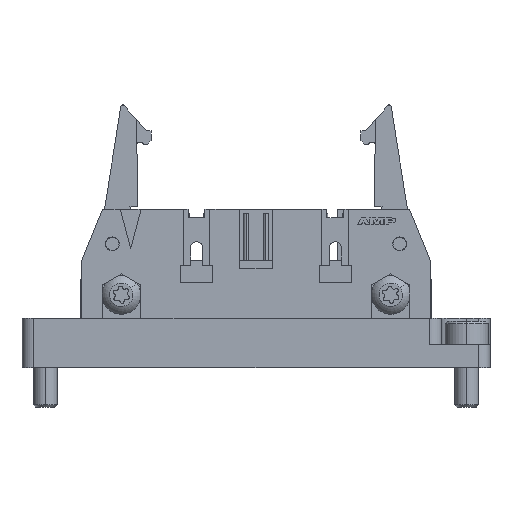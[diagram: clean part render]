
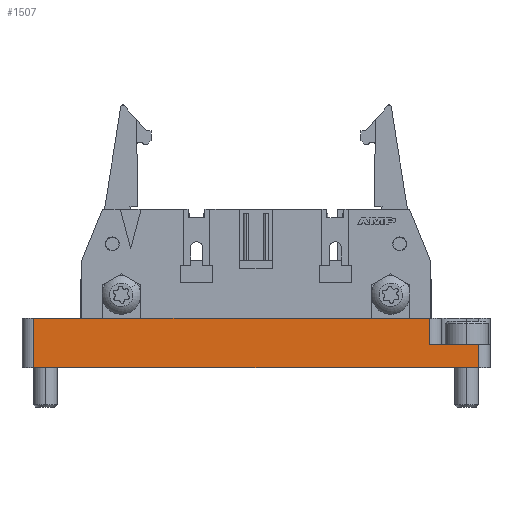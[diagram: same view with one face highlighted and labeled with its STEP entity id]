
A CAD part, left-side view. The second image highlights one B-rep face of the part: STEP entity #1507.
In plain terms, the highlighted face is planar.
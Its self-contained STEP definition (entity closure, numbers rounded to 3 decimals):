
#728 = DIRECTION ( 'NONE',  ( 0., 1., 0. ) ) ;
#1160 = ORIENTED_EDGE ( 'NONE', *, *, #2254, .F. ) ;
#1507 = ADVANCED_FACE ( 'NONE', ( #15339 ), #15581, .F. ) ;
#1833 = CARTESIAN_POINT ( 'NONE',  ( -28.5, 0., 14.35 ) ) ;
#2254 = EDGE_CURVE ( 'NONE', #7652, #17951, #10668, .T. ) ;
#2543 = LINE ( 'NONE', #18662, #14751 ) ;
#2565 = CARTESIAN_POINT ( 'NONE',  ( -30., 0., 14.35 ) ) ;
#3101 = LINE ( 'NONE', #19660, #13111 ) ;
#3899 = ORIENTED_EDGE ( 'NONE', *, *, #19095, .F. ) ;
#5545 = CARTESIAN_POINT ( 'NONE',  ( 30., 0., 14.35 ) ) ;
#5787 = DIRECTION ( 'NONE',  ( 1., 0., 0. ) ) ;
#5817 = CARTESIAN_POINT ( 'NONE',  ( 28.5, 0., 14.35 ) ) ;
#7361 = EDGE_LOOP ( 'NONE', ( #14007, #13471, #1160, #18043, #3899, #11446 ) ) ;
#7384 = CARTESIAN_POINT ( 'NONE',  ( 22.25, 6.35, 14.35 ) ) ;
#7417 = VECTOR ( 'NONE', #17946, 1000. ) ;
#7652 = VERTEX_POINT ( 'NONE', #5817 ) ;
#9904 = VECTOR ( 'NONE', #23028, 1000. ) ;
#10268 = DIRECTION ( 'NONE',  ( 1., 0., 0. ) ) ;
#10623 = EDGE_CURVE ( 'NONE', #21807, #15310, #14348, .T. ) ;
#10668 = LINE ( 'NONE', #5545, #7417 ) ;
#10919 = VERTEX_POINT ( 'NONE', #21447 ) ;
#11446 = ORIENTED_EDGE ( 'NONE', *, *, #14275, .T. ) ;
#12593 = LINE ( 'NONE', #1833, #22258 ) ;
#13111 = VECTOR ( 'NONE', #10268, 1000. ) ;
#13471 = ORIENTED_EDGE ( 'NONE', *, *, #20514, .T. ) ;
#14007 = ORIENTED_EDGE ( 'NONE', *, *, #10623, .F. ) ;
#14275 = EDGE_CURVE ( 'NONE', #10919, #15310, #2543, .T. ) ;
#14348 = LINE ( 'NONE', #22060, #20170 ) ;
#14751 = VECTOR ( 'NONE', #728, 1000. ) ;
#15310 = VERTEX_POINT ( 'NONE', #7384 ) ;
#15339 = FACE_OUTER_BOUND ( 'NONE', #7361, .T. ) ;
#15581 = PLANE ( 'NONE',  #23277 ) ;
#15599 = EDGE_CURVE ( 'NONE', #7652, #22661, #21047, .T. ) ;
#16030 = CARTESIAN_POINT ( 'NONE',  ( -28.5, 6.35, 14.35 ) ) ;
#17371 = DIRECTION ( 'NONE',  ( -1., 0., 0. ) ) ;
#17946 = DIRECTION ( 'NONE',  ( -1., 0., 0. ) ) ;
#17951 = VERTEX_POINT ( 'NONE', #21029 ) ;
#18043 = ORIENTED_EDGE ( 'NONE', *, *, #15599, .T. ) ;
#18662 = CARTESIAN_POINT ( 'NONE',  ( 22.25, 0., 14.35 ) ) ;
#19046 = CARTESIAN_POINT ( 'NONE',  ( 28.5, 2.95, 14.35 ) ) ;
#19095 = EDGE_CURVE ( 'NONE', #10919, #22661, #3101, .T. ) ;
#19660 = CARTESIAN_POINT ( 'NONE',  ( 30., 2.95, 14.35 ) ) ;
#19858 = DIRECTION ( 'NONE',  ( 0., -1., 0. ) ) ;
#20170 = VECTOR ( 'NONE', #5787, 1000. ) ;
#20514 = EDGE_CURVE ( 'NONE', #21807, #17951, #12593, .T. ) ;
#20790 = DIRECTION ( 'NONE',  ( 0., 0., -1. ) ) ;
#21029 = CARTESIAN_POINT ( 'NONE',  ( -28.5, 0., 14.35 ) ) ;
#21047 = LINE ( 'NONE', #19046, #9904 ) ;
#21447 = CARTESIAN_POINT ( 'NONE',  ( 22.25, 2.95, 14.35 ) ) ;
#21614 = CARTESIAN_POINT ( 'NONE',  ( 28.5, 2.95, 14.35 ) ) ;
#21807 = VERTEX_POINT ( 'NONE', #16030 ) ;
#22060 = CARTESIAN_POINT ( 'NONE',  ( -30., 6.35, 14.35 ) ) ;
#22258 = VECTOR ( 'NONE', #19858, 1000. ) ;
#22661 = VERTEX_POINT ( 'NONE', #21614 ) ;
#23028 = DIRECTION ( 'NONE',  ( 0., 1., 0. ) ) ;
#23277 = AXIS2_PLACEMENT_3D ( 'NONE', #2565, #20790, #17371 ) ;
